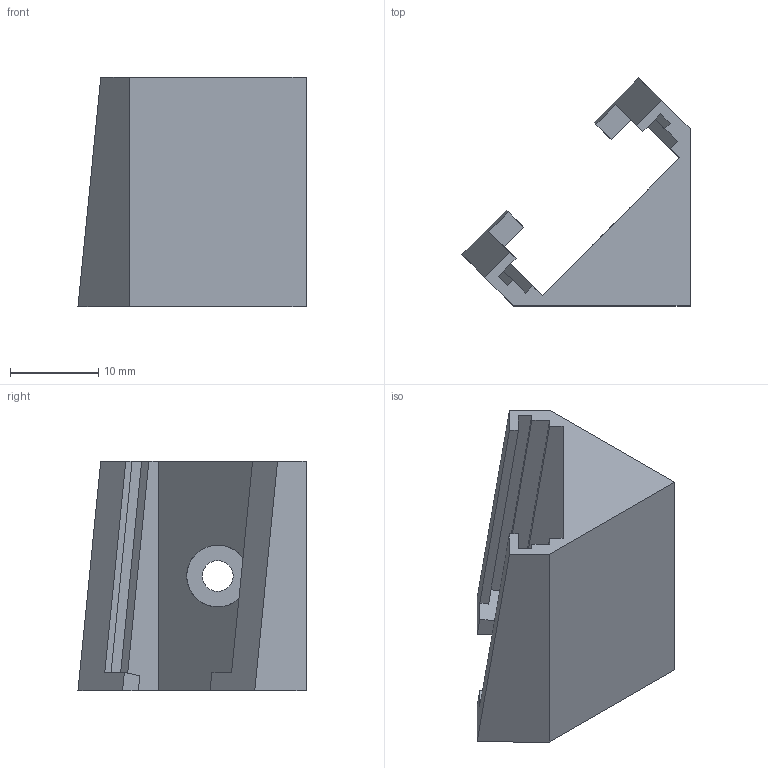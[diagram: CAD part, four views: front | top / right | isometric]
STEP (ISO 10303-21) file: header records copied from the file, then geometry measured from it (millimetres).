
FILE_DESCRIPTION(/* description */ (''),/* implementation_level */ '2;1');
FILE_NAME(/* name */ 'VoronPiCornerCam v3.step',/* time_stamp */ '2022-11-26T21:36:09Z',/* author */ (''),/* organization */ (''),/* preprocessor_version */ 'ST-DEVELOPER v19.2',/* originating_system */ 'Autodesk Translation Framework v11.17.0.187',/* authorisation */ '');
FILE_SCHEMA (('AUTOMOTIVE_DESIGN { 1 0 10303 214 3 1 1 }'));
Length unit declared in the file: millimetre
Products named in the file (1): VoronPiCornerCam
Bounding box: 25.81 x 25.81 x 26 mm (x, y, z)
Volume: 4953.6 mm3; surface area: 3397.5 mm2
Topology: 1 solids, 1 shells, 32 faces, 85 edges, 56 vertices
Faces by surface type: plane 30, cylinder 2
Full cylindrical faces by diameter (mm): 3.5 x1, 7 x1
Entity records: 1014 total; most frequent: CARTESIAN_POINT 174, ORIENTED_EDGE 170, DIRECTION 155, EDGE_CURVE 85, LINE 81, VECTOR 81, VERTEX_POINT 56, AXIS2_PLACEMENT_3D 37
